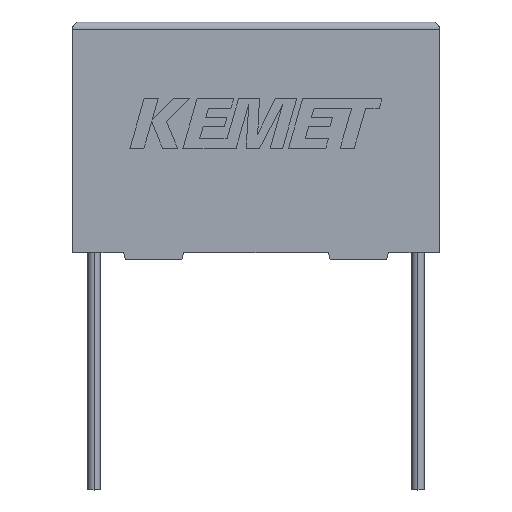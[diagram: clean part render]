
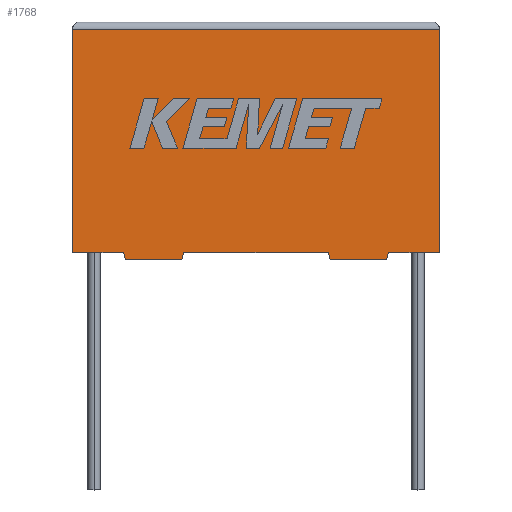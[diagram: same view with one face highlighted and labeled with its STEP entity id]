
A CAD part, top view. The second image highlights one B-rep face of the part: STEP entity #1768.
In plain terms, the highlighted planar face has unit normal (0, 0, 1).
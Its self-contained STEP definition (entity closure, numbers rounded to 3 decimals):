
#5 = CARTESIAN_POINT ( 'NONE',  ( 0., 0., 8. ) ) ;
#61 = VERTEX_POINT ( 'NONE', #748 ) ;
#82 = DIRECTION ( 'NONE',  ( 1., 0., 0. ) ) ;
#135 = ORIENTED_EDGE ( 'NONE', *, *, #2399, .T. ) ;
#143 = EDGE_CURVE ( 'NONE', #1316, #602, #1743, .T. ) ;
#190 = CARTESIAN_POINT ( 'NONE',  ( 3.54, 0., 8. ) ) ;
#202 = VERTEX_POINT ( 'NONE', #3037 ) ;
#204 = VECTOR ( 'NONE', #824, 1000. ) ;
#221 = CARTESIAN_POINT ( 'NONE',  ( 0., 0., 8. ) ) ;
#285 = EDGE_LOOP ( 'NONE', ( #1792, #2790, #2722, #2025, #135, #2782, #2786, #2754, #2662, #1905, #357, #680 ) ) ;
#325 = VECTOR ( 'NONE', #82, 1000. ) ;
#345 = CARTESIAN_POINT ( 'NONE',  ( 0., 15.5, 8. ) ) ;
#357 = ORIENTED_EDGE ( 'NONE', *, *, #2799, .F. ) ;
#428 = CARTESIAN_POINT ( 'NONE',  ( 17.758, 0., 8. ) ) ;
#437 = VERTEX_POINT ( 'NONE', #2935 ) ;
#508 = EDGE_CURVE ( 'NONE', #763, #2642, #1533, .T. ) ;
#540 = LINE ( 'NONE', #2641, #2728 ) ;
#571 = VECTOR ( 'NONE', #2093, 1000. ) ;
#602 = VERTEX_POINT ( 'NONE', #1074 ) ;
#680 = ORIENTED_EDGE ( 'NONE', *, *, #3246, .T. ) ;
#685 = CARTESIAN_POINT ( 'NONE',  ( 21.81, -0.5, 8. ) ) ;
#717 = VERTEX_POINT ( 'NONE', #2845 ) ;
#748 = CARTESIAN_POINT ( 'NONE',  ( 3.69, -0.5, 8. ) ) ;
#763 = VERTEX_POINT ( 'NONE', #685 ) ;
#771 = CARTESIAN_POINT ( 'NONE',  ( 21.96, 0., 8. ) ) ;
#774 = AXIS2_PLACEMENT_3D ( 'NONE', #5, #2980, #1498 ) ;
#824 = DIRECTION ( 'NONE',  ( -1., 0., 0. ) ) ;
#833 = VERTEX_POINT ( 'NONE', #2574 ) ;
#895 = DIRECTION ( 'NONE',  ( -0.287, 0.958, 0. ) ) ;
#949 = DIRECTION ( 'NONE',  ( 1., 0., 0. ) ) ;
#955 = EDGE_CURVE ( 'NONE', #437, #3079, #2619, .T. ) ;
#1000 = VECTOR ( 'NONE', #2224, 1000. ) ;
#1011 = VECTOR ( 'NONE', #949, 1000. ) ;
#1074 = CARTESIAN_POINT ( 'NONE',  ( 0., 0., 8. ) ) ;
#1083 = CARTESIAN_POINT ( 'NONE',  ( 0., 0., 8. ) ) ;
#1132 = LINE ( 'NONE', #771, #1754 ) ;
#1186 = DIRECTION ( 'NONE',  ( 0.287, 0.958, 0. ) ) ;
#1290 = CARTESIAN_POINT ( 'NONE',  ( 0., 15.5, 8. ) ) ;
#1314 = VECTOR ( 'NONE', #3047, 1000. ) ;
#1316 = VERTEX_POINT ( 'NONE', #1290 ) ;
#1408 = CARTESIAN_POINT ( 'NONE',  ( 7.742, 0., 8. ) ) ;
#1418 = DIRECTION ( 'NONE',  ( 1., 0., 0. ) ) ;
#1452 = CARTESIAN_POINT ( 'NONE',  ( 17.909, -0.5, 8. ) ) ;
#1473 = VERTEX_POINT ( 'NONE', #3168 ) ;
#1498 = DIRECTION ( 'NONE',  ( -1., 0., 0. ) ) ;
#1531 = EDGE_CURVE ( 'NONE', #2642, #2246, #2071, .T. ) ;
#1533 = LINE ( 'NONE', #2055, #2504 ) ;
#1598 = FACE_OUTER_BOUND ( 'NONE', #285, .T. ) ;
#1658 = CARTESIAN_POINT ( 'NONE',  ( 17.909, -0.5, 8. ) ) ;
#1660 = LINE ( 'NONE', #1083, #325 ) ;
#1743 = LINE ( 'NONE', #2288, #1314 ) ;
#1754 = VECTOR ( 'NONE', #3043, 1000. ) ;
#1768 = ADVANCED_FACE ( 'NONE', ( #1598 ), #2990, .F. ) ;
#1792 = ORIENTED_EDGE ( 'NONE', *, *, #2226, .T. ) ;
#1905 = ORIENTED_EDGE ( 'NONE', *, *, #508, .F. ) ;
#1961 = EDGE_CURVE ( 'NONE', #717, #1316, #2789, .T. ) ;
#2025 = ORIENTED_EDGE ( 'NONE', *, *, #3204, .T. ) ;
#2055 = CARTESIAN_POINT ( 'NONE',  ( 21.81, -0.5, 8. ) ) ;
#2071 = LINE ( 'NONE', #1658, #2973 ) ;
#2093 = DIRECTION ( 'NONE',  ( 0., 1., 0. ) ) ;
#2137 = DIRECTION ( 'NONE',  ( 0.287, -0.958, 0. ) ) ;
#2171 = LINE ( 'NONE', #221, #1000 ) ;
#2224 = DIRECTION ( 'NONE',  ( 1., 0., 0. ) ) ;
#2226 = EDGE_CURVE ( 'NONE', #202, #717, #2966, .T. ) ;
#2246 = VERTEX_POINT ( 'NONE', #428 ) ;
#2288 = CARTESIAN_POINT ( 'NONE',  ( 0., 0., 8. ) ) ;
#2291 = DIRECTION ( 'NONE',  ( -1., 0., 0. ) ) ;
#2315 = EDGE_CURVE ( 'NONE', #3079, #2246, #540, .T. ) ;
#2331 = VECTOR ( 'NONE', #2137, 1000. ) ;
#2359 = EDGE_CURVE ( 'NONE', #61, #437, #3154, .T. ) ;
#2399 = EDGE_CURVE ( 'NONE', #833, #61, #3242, .T. ) ;
#2504 = VECTOR ( 'NONE', #2291, 1000. ) ;
#2574 = CARTESIAN_POINT ( 'NONE',  ( 3.54, 0., 8. ) ) ;
#2580 = CARTESIAN_POINT ( 'NONE',  ( 25.5, 0., 8. ) ) ;
#2619 = LINE ( 'NONE', #2682, #2934 ) ;
#2641 = CARTESIAN_POINT ( 'NONE',  ( 0., 0., 8. ) ) ;
#2642 = VERTEX_POINT ( 'NONE', #1452 ) ;
#2662 = ORIENTED_EDGE ( 'NONE', *, *, #1531, .F. ) ;
#2682 = CARTESIAN_POINT ( 'NONE',  ( 7.591, -0.5, 8. ) ) ;
#2722 = ORIENTED_EDGE ( 'NONE', *, *, #143, .T. ) ;
#2728 = VECTOR ( 'NONE', #1418, 1000. ) ;
#2754 = ORIENTED_EDGE ( 'NONE', *, *, #2315, .T. ) ;
#2782 = ORIENTED_EDGE ( 'NONE', *, *, #2359, .T. ) ;
#2786 = ORIENTED_EDGE ( 'NONE', *, *, #955, .T. ) ;
#2789 = LINE ( 'NONE', #345, #204 ) ;
#2790 = ORIENTED_EDGE ( 'NONE', *, *, #1961, .T. ) ;
#2799 = EDGE_CURVE ( 'NONE', #1473, #763, #1132, .T. ) ;
#2845 = CARTESIAN_POINT ( 'NONE',  ( 25.5, 15.5, 8. ) ) ;
#2934 = VECTOR ( 'NONE', #1186, 1000. ) ;
#2935 = CARTESIAN_POINT ( 'NONE',  ( 7.591, -0.5, 8. ) ) ;
#2966 = LINE ( 'NONE', #2580, #571 ) ;
#2973 = VECTOR ( 'NONE', #895, 1000. ) ;
#2980 = DIRECTION ( 'NONE',  ( 0., 0., -1. ) ) ;
#2990 = PLANE ( 'NONE',  #774 ) ;
#3037 = CARTESIAN_POINT ( 'NONE',  ( 25.5, 0., 8. ) ) ;
#3043 = DIRECTION ( 'NONE',  ( -0.287, -0.958, 0. ) ) ;
#3047 = DIRECTION ( 'NONE',  ( 0., -1., 0. ) ) ;
#3079 = VERTEX_POINT ( 'NONE', #1408 ) ;
#3154 = LINE ( 'NONE', #3176, #1011 ) ;
#3168 = CARTESIAN_POINT ( 'NONE',  ( 21.96, 0., 8. ) ) ;
#3176 = CARTESIAN_POINT ( 'NONE',  ( 3.69, -0.5, 8. ) ) ;
#3204 = EDGE_CURVE ( 'NONE', #602, #833, #2171, .T. ) ;
#3242 = LINE ( 'NONE', #190, #2331 ) ;
#3246 = EDGE_CURVE ( 'NONE', #1473, #202, #1660, .T. ) ;
